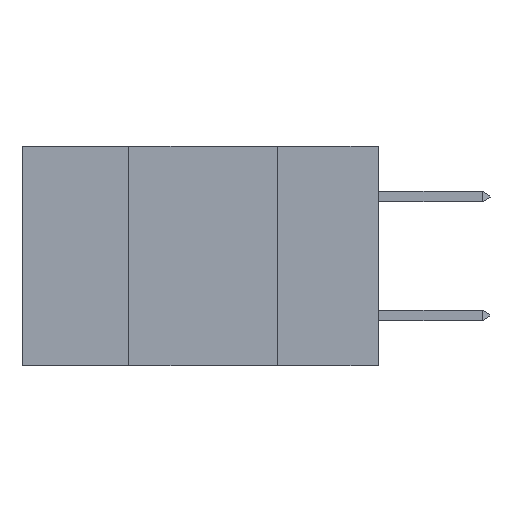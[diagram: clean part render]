
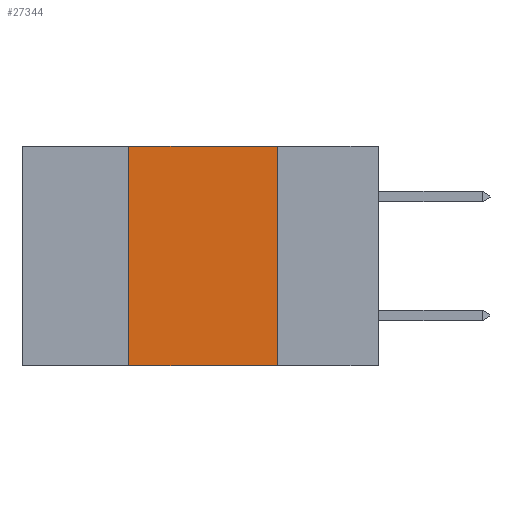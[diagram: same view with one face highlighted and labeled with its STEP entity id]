
A CAD part, left-side view. The second image highlights one B-rep face of the part: STEP entity #27344.
In plain terms, the highlighted planar face has unit normal (-1, 0, 0).
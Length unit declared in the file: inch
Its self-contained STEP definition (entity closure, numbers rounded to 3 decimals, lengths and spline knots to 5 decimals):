
#1450 = PLANE ( 'NONE',  #2806 ) ;
#1805 = CARTESIAN_POINT ( 'NONE',  ( 0., 0.6, -0.37 ) ) ;
#1864 = CARTESIAN_POINT ( 'NONE',  ( 0., 0.42, -0.37 ) ) ;
#2211 = DIRECTION ( 'NONE',  ( 0., -1., 0. ) ) ;
#2212 = ORIENTED_EDGE ( 'NONE', *, *, #5322, .F. ) ;
#2806 = AXIS2_PLACEMENT_3D ( 'NONE', #31221, #11346, #16107 ) ;
#4609 = CARTESIAN_POINT ( 'NONE',  ( 0., 0.6, 0. ) ) ;
#5322 = EDGE_CURVE ( 'NONE', #11726, #19883, #13852, .T. ) ;
#6166 = LINE ( 'NONE', #10262, #26302 ) ;
#8791 = EDGE_CURVE ( 'NONE', #11726, #11428, #9391, .T. ) ;
#8906 = CARTESIAN_POINT ( 'NONE',  ( 0., 0.17, -0.37 ) ) ;
#9389 = ORIENTED_EDGE ( 'NONE', *, *, #17796, .F. ) ;
#9391 = LINE ( 'NONE', #1805, #16363 ) ;
#10262 = CARTESIAN_POINT ( 'NONE',  ( 0., 0.17, 0. ) ) ;
#11346 = DIRECTION ( 'NONE',  ( 1., 0., 0. ) ) ;
#11428 = VERTEX_POINT ( 'NONE', #8906 ) ;
#11726 = VERTEX_POINT ( 'NONE', #1864 ) ;
#13852 = LINE ( 'NONE', #19411, #23545 ) ;
#15804 = ORIENTED_EDGE ( 'NONE', *, *, #17905, .F. ) ;
#16107 = DIRECTION ( 'NONE',  ( 0., 0., -1. ) ) ;
#16363 = VECTOR ( 'NONE', #31588, 39.37008 ) ;
#17048 = VERTEX_POINT ( 'NONE', #26633 ) ;
#17735 = DIRECTION ( 'NONE',  ( 0., 0., -1. ) ) ;
#17796 = EDGE_CURVE ( 'NONE', #19883, #17048, #30551, .T. ) ;
#17905 = EDGE_CURVE ( 'NONE', #17048, #11428, #6166, .T. ) ;
#17949 = CARTESIAN_POINT ( 'NONE',  ( 0., 0.42, 0. ) ) ;
#19411 = CARTESIAN_POINT ( 'NONE',  ( 0., 0.42, 0. ) ) ;
#19883 = VERTEX_POINT ( 'NONE', #17949 ) ;
#22045 = FACE_OUTER_BOUND ( 'NONE', #29093, .T. ) ;
#22853 = VECTOR ( 'NONE', #2211, 39.37008 ) ;
#23545 = VECTOR ( 'NONE', #24354, 39.37008 ) ;
#24354 = DIRECTION ( 'NONE',  ( 0., 0., 1. ) ) ;
#24868 = ORIENTED_EDGE ( 'NONE', *, *, #8791, .T. ) ;
#26302 = VECTOR ( 'NONE', #17735, 39.37008 ) ;
#26633 = CARTESIAN_POINT ( 'NONE',  ( 0., 0.17, 0. ) ) ;
#27344 = ADVANCED_FACE ( 'NONE', ( #22045 ), #1450, .F. ) ;
#29093 = EDGE_LOOP ( 'NONE', ( #15804, #9389, #2212, #24868 ) ) ;
#30551 = LINE ( 'NONE', #4609, #22853 ) ;
#31221 = CARTESIAN_POINT ( 'NONE',  ( 0., 0.6, 0. ) ) ;
#31588 = DIRECTION ( 'NONE',  ( 0., -1., 0. ) ) ;
